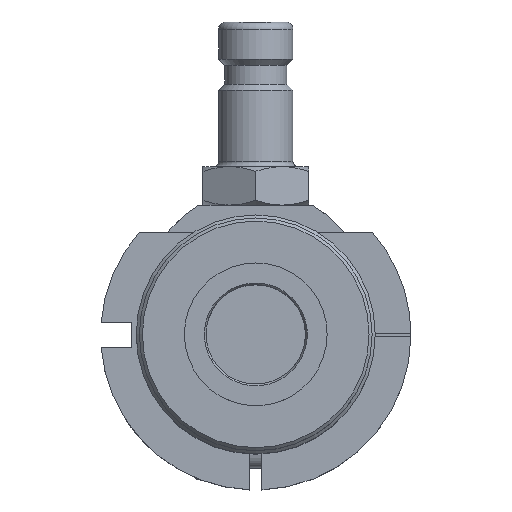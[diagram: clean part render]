
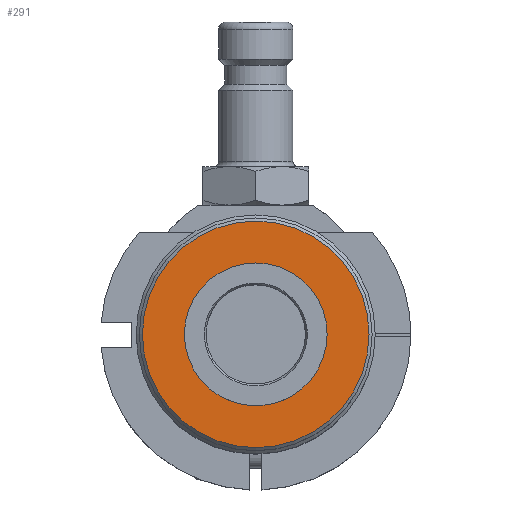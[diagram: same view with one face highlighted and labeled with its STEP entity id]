
A CAD part, top view. The second image highlights one B-rep face of the part: STEP entity #291.
In plain terms, the highlighted planar face has unit normal (0, 0, 1).
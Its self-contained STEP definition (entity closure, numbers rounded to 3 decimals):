
#291=ADVANCED_FACE('',(#424,#425),#365,.T.);
#365=PLANE('',#1260);
#424=FACE_BOUND('',#501,.T.);
#425=FACE_BOUND('',#502,.T.);
#501=EDGE_LOOP('',(#624));
#502=EDGE_LOOP('',(#625));
#624=ORIENTED_EDGE('',*,*,#1022,.T.);
#625=ORIENTED_EDGE('',*,*,#1023,.T.);
#914=VERTEX_POINT('',#1797);
#915=VERTEX_POINT('',#1799);
#1022=EDGE_CURVE('',#914,#914,#1172,.T.);
#1023=EDGE_CURVE('',#915,#915,#1173,.T.);
#1172=CIRCLE('',#1258,18.25);
#1173=CIRCLE('',#1259,11.5);
#1258=AXIS2_PLACEMENT_3D('',#1796,#1446,#1447);
#1259=AXIS2_PLACEMENT_3D('',#1798,#1448,#1449);
#1260=AXIS2_PLACEMENT_3D('',#1800,#1450,#1451);
#1446=DIRECTION('',(0.,0.,1.));
#1447=DIRECTION('',(0.,-1.,0.));
#1448=DIRECTION('',(0.,0.,-1.));
#1449=DIRECTION('',(0.,1.,0.));
#1450=DIRECTION('',(0.,0.,1.));
#1451=DIRECTION('',(0.,-1.,0.));
#1796=CARTESIAN_POINT('',(0.,0.,99.));
#1797=CARTESIAN_POINT('',(0.,-18.25,99.));
#1798=CARTESIAN_POINT('',(0.,0.,99.));
#1799=CARTESIAN_POINT('',(0.,11.5,99.));
#1800=CARTESIAN_POINT('',(0.,0.,99.));
